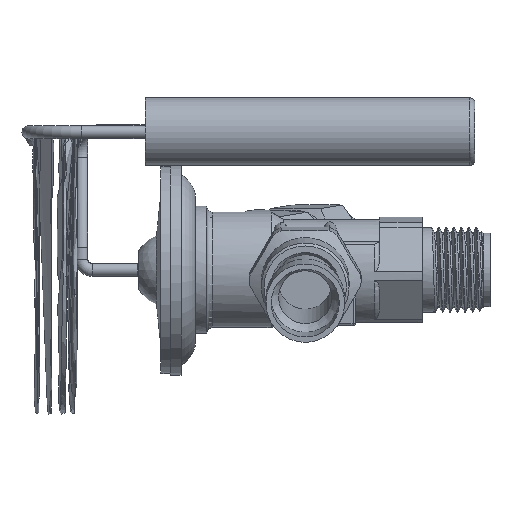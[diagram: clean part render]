
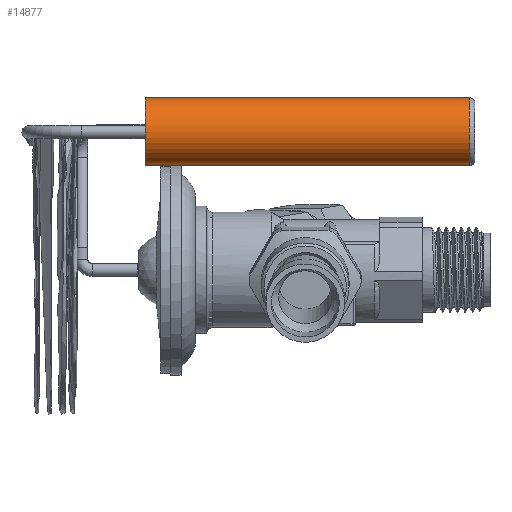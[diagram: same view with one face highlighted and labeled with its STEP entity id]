
A CAD part, left-side view. The second image highlights one B-rep face of the part: STEP entity #14877.
In plain terms, the highlighted cylindrical face has radius 6.35 mm (diameter 12.7 mm), a full revolution.
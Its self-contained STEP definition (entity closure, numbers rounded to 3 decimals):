
#13376=CARTESIAN_POINT('',(-75.977,29.452,106.711));
#13377=VERTEX_POINT('',#13376);
#13378=CARTESIAN_POINT('',(-63.277,29.452,106.711));
#13379=VERTEX_POINT('',#13378);
#13380=CARTESIAN_POINT('',(-69.627,29.452,106.711));
#13381=DIRECTION('',(-0.,1.,0.));
#13382=DIRECTION('',(-1.,-0.,-0.));
#13383=AXIS2_PLACEMENT_3D('',#13380,#13381,#13382);
#13384=CIRCLE('',#13383,6.35);
#13385=EDGE_CURVE('NONE',#13377,#13379,#13384,.T.);
#13387=CARTESIAN_POINT('',(-69.627,29.452,106.711));
#13388=DIRECTION('',(-0.,1.,0.));
#13389=DIRECTION('',(-1.,-0.,-0.));
#13390=AXIS2_PLACEMENT_3D('',#13387,#13388,#13389);
#13391=CIRCLE('',#13390,6.35);
#13392=EDGE_CURVE('NONE',#13379,#13377,#13391,.T.);
#14843=CARTESIAN_POINT('',(-69.627,20.614,106.711));
#14844=DIRECTION('',(-0.,1.,0.));
#14845=DIRECTION('',(-1.,-0.,-0.));
#14846=AXIS2_PLACEMENT_3D('',#14843,#14844,#14845);
#14847=CYLINDRICAL_SURFACE('',#14846,6.35);
#14848=CARTESIAN_POINT('',(-75.977,-31.548,106.711));
#14849=VERTEX_POINT('',#14848);
#14850=CARTESIAN_POINT('',(-75.977,29.452,106.711));
#14851=DIRECTION('',(0.,-1.,-0.));
#14852=VECTOR('',#14851,61.);
#14853=LINE('',#14850,#14852);
#14854=EDGE_CURVE('',#13377,#14849,#14853,.T.);
#14855=ORIENTED_EDGE('',*,*,#14854,.T.);
#14856=CARTESIAN_POINT('',(-63.277,-31.548,106.711));
#14857=VERTEX_POINT('',#14856);
#14858=CARTESIAN_POINT('',(-69.627,-31.548,106.711));
#14859=DIRECTION('',(-0.,1.,0.));
#14860=DIRECTION('',(-1.,-0.,-0.));
#14861=AXIS2_PLACEMENT_3D('',#14858,#14859,#14860);
#14862=CIRCLE('',#14861,6.35);
#14863=EDGE_CURVE('NONE',#14849,#14857,#14862,.T.);
#14864=ORIENTED_EDGE('',*,*,#14863,.T.);
#14865=CARTESIAN_POINT('',(-69.627,-31.548,106.711));
#14866=DIRECTION('',(-0.,1.,0.));
#14867=DIRECTION('',(-1.,-0.,-0.));
#14868=AXIS2_PLACEMENT_3D('',#14865,#14866,#14867);
#14869=CIRCLE('',#14868,6.35);
#14870=EDGE_CURVE('NONE',#14857,#14849,#14869,.T.);
#14871=ORIENTED_EDGE('',*,*,#14870,.T.);
#14872=ORIENTED_EDGE('',*,*,#14854,.F.);
#14873=ORIENTED_EDGE('',*,*,#13392,.F.);
#14874=ORIENTED_EDGE('',*,*,#13385,.F.);
#14875=EDGE_LOOP('',(#14855,#14864,#14871,#14872,#14873,#14874));
#14876=FACE_BOUND('',#14875,.T.);
#14877=ADVANCED_FACE('NONE',(#14876),#14847,.T.);
